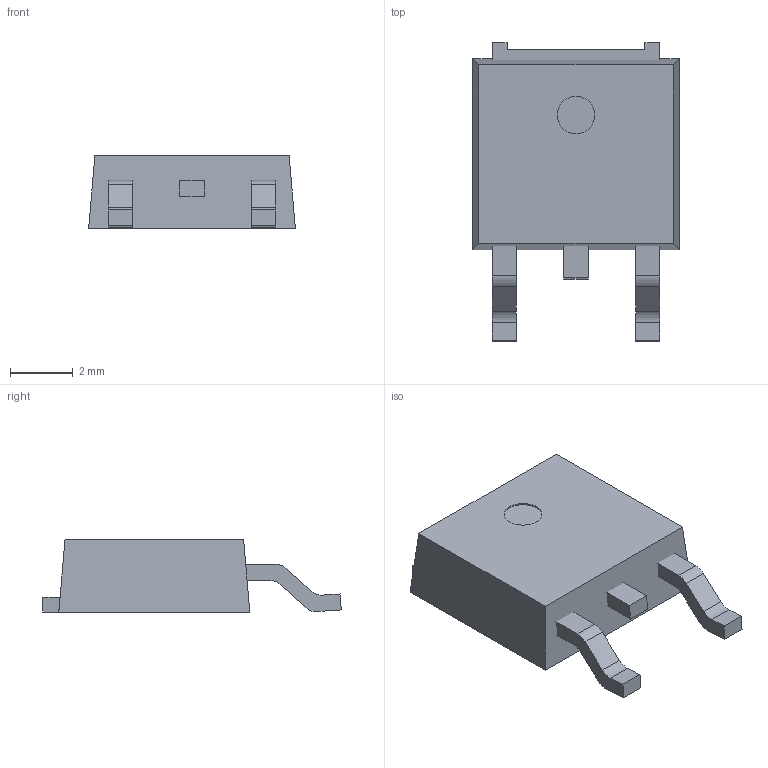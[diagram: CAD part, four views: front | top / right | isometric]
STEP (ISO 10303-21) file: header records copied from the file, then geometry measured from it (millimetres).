
FILE_DESCRIPTION(('HOOPS Exchange Step'),'2;1');
FILE_NAME('temp_export','2023-01-16T14:28:29+08:00',('30abd'),('Shapr3D Limited'),'HOOPS Exchange 2022.0','Shapr3D','Authorized');
FILE_SCHEMA( ('AUTOMOTIVE_DESIGN { 1 0 10303 214 1 1 1 1 }') );
Length unit declared in the file: millimetre
Products named in the file (2): Linear Pattern 01; root
Assembly tree (1 placements, depth 2):
  root
    Linear Pattern 01
Bounding box: 6.6 x 9.53 x 2.3 mm (x, y, z)
Volume: 91.4 mm3; surface area: 229.6 mm2
Topology: 5 solids, 5 shells, 72 faces, 183 edges, 122 vertices
Faces by surface type: plane 63, cylinder 9
Full cylindrical faces by diameter (mm): 1.2 x1
Entity records: 2193 total; most frequent: CARTESIAN_POINT 379, ORIENTED_EDGE 366, DIRECTION 349, EDGE_CURVE 183, VECTOR 165, LINE 165, VERTEX_POINT 122, AXIS2_PLACEMENT_3D 92
